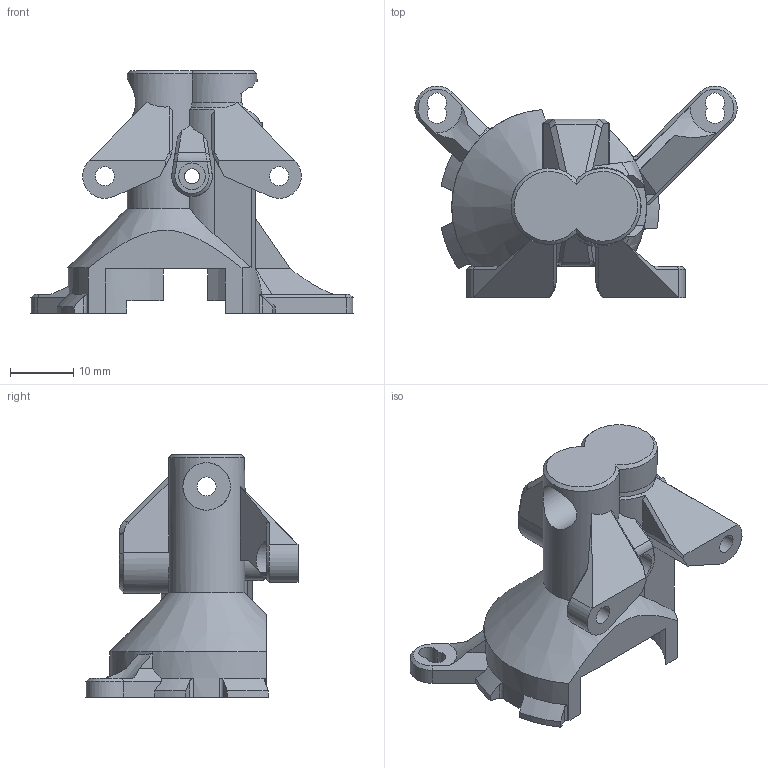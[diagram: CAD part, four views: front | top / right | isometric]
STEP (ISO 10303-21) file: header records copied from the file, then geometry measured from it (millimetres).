
FILE_DESCRIPTION(/* description */ (''),/* implementation_level */ '2;1');
FILE_NAME(/* name */ 'MainBody.step',/* time_stamp */ '2021-04-22T05:28:16+07:00',/* author */ (''),/* organization */ (''),/* preprocessor_version */ 'ST-DEVELOPER v18.1',/* originating_system */ 'Autodesk Translation Framework v10.6.0.1341',/* authorisation */ '');
FILE_SCHEMA (('AUTOMOTIVE_DESIGN { 1 0 10303 214 3 1 1 }'));
Length unit declared in the file: millimetre
Products named in the file (1): MainBody
Bounding box: 50.81 x 33.44 x 38.25 mm (x, y, z)
Volume: 7889.8 mm3; surface area: 7271.6 mm2
Topology: 1 solids, 1 shells, 249 faces, 677 edges, 431 vertices
Faces by surface type: plane 125, cylinder 75, cone 25, bspline 15, sphere 6, torus 3
Full cylindrical faces by diameter (mm): 2.4 x2, 3 x3, 4.2 x1, 6.4 x1, 7.5 x1, 8 x1
Entity records: 8484 total; most frequent: CARTESIAN_POINT 2263, ORIENTED_EDGE 1354, DIRECTION 1256, EDGE_CURVE 677, AXIS2_PLACEMENT_3D 462, VERTEX_POINT 431, LINE 332, VECTOR 332
